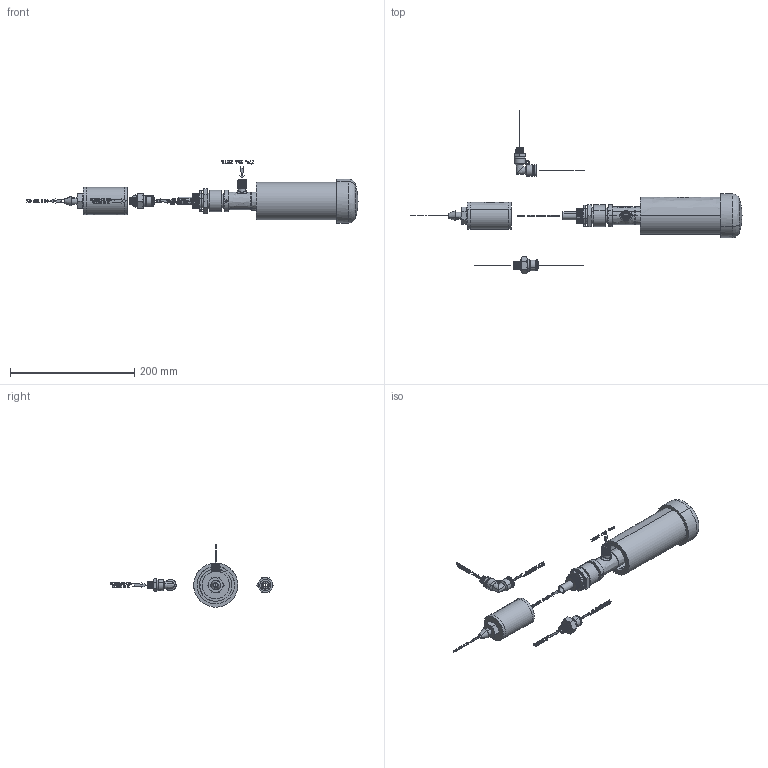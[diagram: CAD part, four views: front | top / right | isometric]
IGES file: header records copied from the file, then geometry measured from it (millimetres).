
Start section: START RECORD GO HERE.
Global section: file name: Medium Panel Cooler With Cold End Muffler And Hot End Muffler Assy.igs; native system: DASSAULT SYSTEMES CATIA V5 R20 - www.3ds.com; preprocessor: CATIA Version 5 Release 20 ; author: DESIGNENG; organization: KJNDESIGN; date: 20150324.151323; units: millimetre
Bounding box: 535.19 x 263.7 x 100.34 mm (x, y, z)
Volume: 442478.5 mm3; surface area: 146264.8 mm2
Topology: 163 solids, 164 shells, 4556 faces, 12316 edges, 8173 vertices
Faces by surface type: bspline 4556
